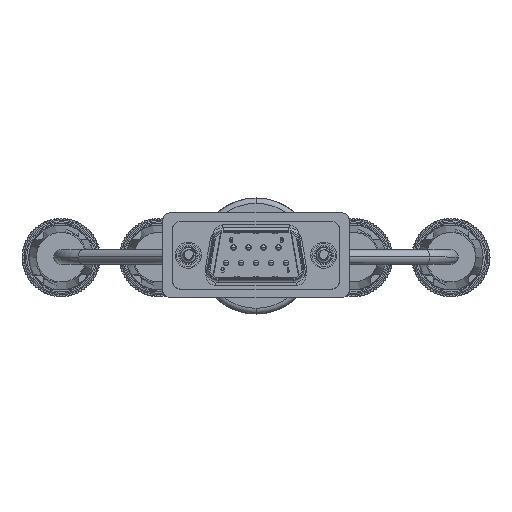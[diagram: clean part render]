
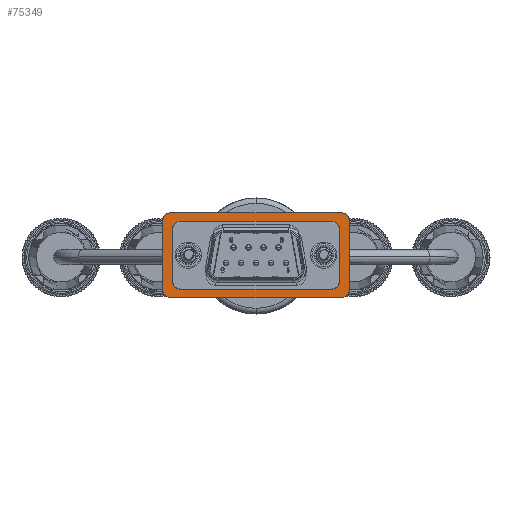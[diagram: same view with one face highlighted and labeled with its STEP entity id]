
A CAD part, top view. The second image highlights one B-rep face of the part: STEP entity #75349.
In plain terms, the highlighted face is planar.
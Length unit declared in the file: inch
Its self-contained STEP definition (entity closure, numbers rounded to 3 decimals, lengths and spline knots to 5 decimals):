
#74403 = VERTEX_POINT ( 'NONE', #94301 ) ;
#74461 = EDGE_CURVE ( 'NONE', #74403, #74465, #94515, .T. ) ;
#74465 = VERTEX_POINT ( 'NONE', #94506 ) ;
#74478 = VERTEX_POINT ( 'NONE', #94493 ) ;
#74483 = EDGE_CURVE ( 'NONE', #74517, #74478, #94532, .T. ) ;
#74496 = EDGE_CURVE ( 'NONE', #74403, #74478, #94562, .T. ) ;
#74517 = VERTEX_POINT ( 'NONE', #94659 ) ;
#74874 = VERTEX_POINT ( 'NONE', #95486 ) ;
#74904 = VERTEX_POINT ( 'NONE', #95569 ) ;
#74929 = VERTEX_POINT ( 'NONE', #95647 ) ;
#74945 = EDGE_CURVE ( 'NONE', #74874, #74929, #95688, .T. ) ;
#74959 = EDGE_CURVE ( 'NONE', #74904, #74874, #95663, .T. ) ;
#75010 = VERTEX_POINT ( 'NONE', #95844 ) ;
#75040 = EDGE_CURVE ( 'NONE', #75010, #74904, #95905, .T. ) ;
#75117 = ORIENTED_EDGE ( 'NONE', *, *, #74959, .T. ) ;
#75153 = EDGE_CURVE ( 'NONE', #74929, #74517, #96121, .T. ) ;
#75278 = VERTEX_POINT ( 'NONE', #96303 ) ;
#75280 = VERTEX_POINT ( 'NONE', #96302 ) ;
#75323 = EDGE_CURVE ( 'NONE', #75010, #74465, #96354, .T. ) ;
#75331 = VERTEX_POINT ( 'NONE', #96394 ) ;
#75334 = EDGE_CURVE ( 'NONE', #75367, #75278, #96434, .T. ) ;
#75339 = EDGE_LOOP ( 'NONE', ( #75355, #75370, #75372, #75350, #75359, #75437, #75436, #75434 ) ) ;
#75344 = VERTEX_POINT ( 'NONE', #96429 ) ;
#75346 = EDGE_CURVE ( 'NONE', #75399, #75381, #96392, .T. ) ;
#75349 = ADVANCED_FACE ( 'NONE', ( #96475, #96473 ), #96424, .F. ) ;
#75350 = ORIENTED_EDGE ( 'NONE', *, *, #75358, .F. ) ;
#75355 = ORIENTED_EDGE ( 'NONE', *, *, #75364, .F. ) ;
#75358 = EDGE_CURVE ( 'NONE', #75280, #75331, #96460, .T. ) ;
#75359 = ORIENTED_EDGE ( 'NONE', *, *, #75384, .F. ) ;
#75364 = EDGE_CURVE ( 'NONE', #75278, #75399, #96457, .T. ) ;
#75367 = VERTEX_POINT ( 'NONE', #96458 ) ;
#75370 = ORIENTED_EDGE ( 'NONE', *, *, #75334, .F. ) ;
#75372 = ORIENTED_EDGE ( 'NONE', *, *, #75396, .F. ) ;
#75378 = VERTEX_POINT ( 'NONE', #96506 ) ;
#75380 = EDGE_CURVE ( 'NONE', #75381, #75344, #96500, .T. ) ;
#75381 = VERTEX_POINT ( 'NONE', #96494 ) ;
#75384 = EDGE_CURVE ( 'NONE', #75378, #75280, #96496, .T. ) ;
#75392 = ORIENTED_EDGE ( 'NONE', *, *, #75323, .F. ) ;
#75393 = EDGE_CURVE ( 'NONE', #75344, #75378, #96541, .T. ) ;
#75396 = EDGE_CURVE ( 'NONE', #75331, #75367, #96520, .T. ) ;
#75399 = VERTEX_POINT ( 'NONE', #96522 ) ;
#75403 = ORIENTED_EDGE ( 'NONE', *, *, #75040, .T. ) ;
#75406 = ORIENTED_EDGE ( 'NONE', *, *, #74496, .F. ) ;
#75407 = EDGE_LOOP ( 'NONE', ( #75406, #75424, #75392, #75403, #75117, #75473, #75452, #75485 ) ) ;
#75424 = ORIENTED_EDGE ( 'NONE', *, *, #74461, .T. ) ;
#75434 = ORIENTED_EDGE ( 'NONE', *, *, #75346, .F. ) ;
#75436 = ORIENTED_EDGE ( 'NONE', *, *, #75380, .F. ) ;
#75437 = ORIENTED_EDGE ( 'NONE', *, *, #75393, .F. ) ;
#75452 = ORIENTED_EDGE ( 'NONE', *, *, #75153, .T. ) ;
#75473 = ORIENTED_EDGE ( 'NONE', *, *, #74945, .T. ) ;
#75485 = ORIENTED_EDGE ( 'NONE', *, *, #74483, .T. ) ;
#94301 = CARTESIAN_POINT ( 'NONE',  ( -0.6785, 0.2485, -0.6975 ) ) ;
#94457 = AXIS2_PLACEMENT_3D ( 'NONE', #94511, #94510, #94509 ) ;
#94493 = CARTESIAN_POINT ( 'NONE',  ( -0.6785, -0.2485, -0.6975 ) ) ;
#94506 = CARTESIAN_POINT ( 'NONE',  ( -0.6185, 0.3085, -0.6975 ) ) ;
#94509 = DIRECTION ( 'NONE',  ( 1., 0., 0. ) ) ;
#94510 = DIRECTION ( 'NONE',  ( 0., 0., -1. ) ) ;
#94511 = CARTESIAN_POINT ( 'NONE',  ( -0.6185, 0.2485, -0.6975 ) ) ;
#94515 = CIRCLE ( 'NONE', #94457, 0.06 ) ;
#94528 = DIRECTION ( 'NONE',  ( 1., 0., 0. ) ) ;
#94529 = DIRECTION ( 'NONE',  ( 0., 0., -1. ) ) ;
#94530 = CARTESIAN_POINT ( 'NONE',  ( -0.6185, -0.2485, -0.6975 ) ) ;
#94531 = AXIS2_PLACEMENT_3D ( 'NONE', #94530, #94529, #94528 ) ;
#94532 = CIRCLE ( 'NONE', #94531, 0.06 ) ;
#94559 = DIRECTION ( 'NONE',  ( 0., -1., 0. ) ) ;
#94560 = VECTOR ( 'NONE', #94559, 39.37008 ) ;
#94561 = CARTESIAN_POINT ( 'NONE',  ( -0.6785, 0.3085, -0.6975 ) ) ;
#94562 = LINE ( 'NONE', #94561, #94560 ) ;
#94659 = CARTESIAN_POINT ( 'NONE',  ( -0.6185, -0.3085, -0.6975 ) ) ;
#95486 = CARTESIAN_POINT ( 'NONE',  ( 0.6785, -0.2485, -0.6975 ) ) ;
#95569 = CARTESIAN_POINT ( 'NONE',  ( 0.6785, 0.2485, -0.6975 ) ) ;
#95589 = CARTESIAN_POINT ( 'NONE',  ( 0.6185, -0.2485, -0.6975 ) ) ;
#95647 = CARTESIAN_POINT ( 'NONE',  ( 0.6185, -0.3085, -0.6975 ) ) ;
#95662 = CARTESIAN_POINT ( 'NONE',  ( 0.6785, 0.3085, -0.6975 ) ) ;
#95663 = LINE ( 'NONE', #95662, #95727 ) ;
#95665 = DIRECTION ( 'NONE',  ( 1., 0., 0. ) ) ;
#95666 = DIRECTION ( 'NONE',  ( 0., 0., -1. ) ) ;
#95678 = AXIS2_PLACEMENT_3D ( 'NONE', #95589, #95666, #95665 ) ;
#95688 = CIRCLE ( 'NONE', #95678, 0.06 ) ;
#95725 = DIRECTION ( 'NONE',  ( 0., -1., 0. ) ) ;
#95727 = VECTOR ( 'NONE', #95725, 39.37008 ) ;
#95844 = CARTESIAN_POINT ( 'NONE',  ( 0.6185, 0.3085, -0.6975 ) ) ;
#95896 = DIRECTION ( 'NONE',  ( 1., 0., 0. ) ) ;
#95897 = DIRECTION ( 'NONE',  ( 0., 0., -1. ) ) ;
#95898 = AXIS2_PLACEMENT_3D ( 'NONE', #95909, #95897, #95896 ) ;
#95905 = CIRCLE ( 'NONE', #95898, 0.06 ) ;
#95909 = CARTESIAN_POINT ( 'NONE',  ( 0.6185, 0.2485, -0.6975 ) ) ;
#96120 = CARTESIAN_POINT ( 'NONE',  ( -0.6785, -0.3085, -0.6975 ) ) ;
#96121 = LINE ( 'NONE', #96120, #96158 ) ;
#96157 = DIRECTION ( 'NONE',  ( -1., 0., 0. ) ) ;
#96158 = VECTOR ( 'NONE', #96157, 39.37008 ) ;
#96302 = CARTESIAN_POINT ( 'NONE',  ( -0.6075, 0.188, -0.6975 ) ) ;
#96303 = CARTESIAN_POINT ( 'NONE',  ( 0.6075, 0.188, -0.6975 ) ) ;
#96354 = LINE ( 'NONE', #96399, #96398 ) ;
#96392 = CIRCLE ( 'NONE', #96425, 0.06 ) ;
#96394 = CARTESIAN_POINT ( 'NONE',  ( -0.5475, 0.248, -0.6975 ) ) ;
#96397 = DIRECTION ( 'NONE',  ( -1., 0., 0. ) ) ;
#96398 = VECTOR ( 'NONE', #96397, 39.37008 ) ;
#96399 = CARTESIAN_POINT ( 'NONE',  ( -0.6785, 0.3085, -0.6975 ) ) ;
#96420 = DIRECTION ( 'NONE',  ( 1., 0., 0. ) ) ;
#96421 = DIRECTION ( 'NONE',  ( 0., 0., -1. ) ) ;
#96422 = CARTESIAN_POINT ( 'NONE',  ( 0.5475, 0.188, -0.6975 ) ) ;
#96423 = AXIS2_PLACEMENT_3D ( 'NONE', #96422, #96421, #96420 ) ;
#96424 = PLANE ( 'NONE',  #96430 ) ;
#96425 = AXIS2_PLACEMENT_3D ( 'NONE', #96471, #96470, #96469 ) ;
#96429 = CARTESIAN_POINT ( 'NONE',  ( -0.5475, -0.248, -0.6975 ) ) ;
#96430 = AXIS2_PLACEMENT_3D ( 'NONE', #96433, #96432, #96463 ) ;
#96432 = DIRECTION ( 'NONE',  ( 0., 0., 1. ) ) ;
#96433 = CARTESIAN_POINT ( 'NONE',  ( -0.6785, 0.3085, -0.6975 ) ) ;
#96434 = CIRCLE ( 'NONE', #96423, 0.06 ) ;
#96453 = DIRECTION ( 'NONE',  ( -1., 0., 0. ) ) ;
#96454 = DIRECTION ( 'NONE',  ( 0., 0., -1. ) ) ;
#96456 = AXIS2_PLACEMENT_3D ( 'NONE', #96459, #96454, #96453 ) ;
#96457 = LINE ( 'NONE', #96512, #96511 ) ;
#96458 = CARTESIAN_POINT ( 'NONE',  ( 0.5475, 0.248, -0.6975 ) ) ;
#96459 = CARTESIAN_POINT ( 'NONE',  ( -0.5475, 0.188, -0.6975 ) ) ;
#96460 = CIRCLE ( 'NONE', #96456, 0.06 ) ;
#96463 = DIRECTION ( 'NONE',  ( 1., 0., 0. ) ) ;
#96469 = DIRECTION ( 'NONE',  ( 1., 0., 0. ) ) ;
#96470 = DIRECTION ( 'NONE',  ( 0., 0., -1. ) ) ;
#96471 = CARTESIAN_POINT ( 'NONE',  ( 0.5475, -0.188, -0.6975 ) ) ;
#96473 = FACE_OUTER_BOUND ( 'NONE', #75407, .T. ) ;
#96475 = FACE_BOUND ( 'NONE', #75339, .T. ) ;
#96483 = DIRECTION ( 'NONE',  ( 0., 1., 0. ) ) ;
#96484 = VECTOR ( 'NONE', #96483, 39.37008 ) ;
#96492 = DIRECTION ( 'NONE',  ( -1., 0., 0. ) ) ;
#96493 = CARTESIAN_POINT ( 'NONE',  ( -0.6075, 0.188, -0.6975 ) ) ;
#96494 = CARTESIAN_POINT ( 'NONE',  ( 0.5475, -0.248, -0.6975 ) ) ;
#96496 = LINE ( 'NONE', #96493, #96484 ) ;
#96500 = LINE ( 'NONE', #96517, #96508 ) ;
#96506 = CARTESIAN_POINT ( 'NONE',  ( -0.6075, -0.188, -0.6975 ) ) ;
#96508 = VECTOR ( 'NONE', #96492, 39.37008 ) ;
#96510 = DIRECTION ( 'NONE',  ( 0., -1., 0. ) ) ;
#96511 = VECTOR ( 'NONE', #96510, 39.37008 ) ;
#96512 = CARTESIAN_POINT ( 'NONE',  ( 0.6075, 0.188, -0.6975 ) ) ;
#96517 = CARTESIAN_POINT ( 'NONE',  ( 0.5475, -0.248, -0.6975 ) ) ;
#96519 = CARTESIAN_POINT ( 'NONE',  ( 0.5475, 0.248, -0.6975 ) ) ;
#96520 = LINE ( 'NONE', #96519, #96574 ) ;
#96522 = CARTESIAN_POINT ( 'NONE',  ( 0.6075, -0.188, -0.6975 ) ) ;
#96526 = DIRECTION ( 'NONE',  ( 1., 0., 0. ) ) ;
#96527 = DIRECTION ( 'NONE',  ( 0., 0., -1. ) ) ;
#96528 = CARTESIAN_POINT ( 'NONE',  ( -0.5475, -0.188, -0.6975 ) ) ;
#96535 = AXIS2_PLACEMENT_3D ( 'NONE', #96528, #96527, #96526 ) ;
#96541 = CIRCLE ( 'NONE', #96535, 0.06 ) ;
#96573 = DIRECTION ( 'NONE',  ( 1., 0., 0. ) ) ;
#96574 = VECTOR ( 'NONE', #96573, 39.37008 ) ;
